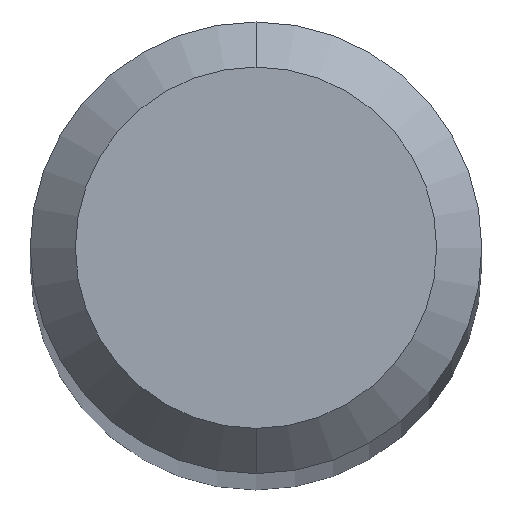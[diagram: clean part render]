
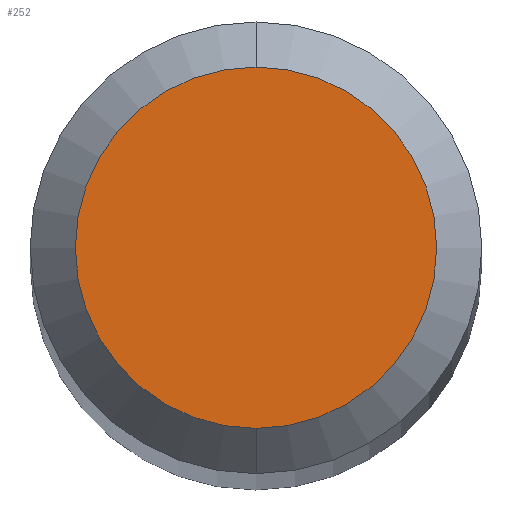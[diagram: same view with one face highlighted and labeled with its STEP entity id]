
A CAD part, top view. The second image highlights one B-rep face of the part: STEP entity #252.
In plain terms, the highlighted planar face has unit normal (0, 0, 1).
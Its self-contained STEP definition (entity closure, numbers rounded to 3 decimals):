
#9 = DIRECTION ( 'NONE',  ( 0., 1., 0. ) ) ;
#17 = EDGE_CURVE ( 'NONE', #231, #123, #82, .T. ) ;
#24 = ORIENTED_EDGE ( 'NONE', *, *, #71, .F. ) ;
#40 = DIRECTION ( 'NONE',  ( 0., 0., -1. ) ) ;
#68 = FACE_OUTER_BOUND ( 'NONE', #140, .T. ) ;
#71 = EDGE_CURVE ( 'NONE', #123, #231, #94, .T. ) ;
#82 = CIRCLE ( 'NONE', #209, 0.6 ) ;
#91 = AXIS2_PLACEMENT_3D ( 'NONE', #281, #40, #262 ) ;
#94 = CIRCLE ( 'NONE', #91, 0.6 ) ;
#123 = VERTEX_POINT ( 'NONE', #174 ) ;
#132 = DIRECTION ( 'NONE',  ( 0., 0., -1. ) ) ;
#140 = EDGE_LOOP ( 'NONE', ( #208, #24 ) ) ;
#155 = CARTESIAN_POINT ( 'NONE',  ( 0., 0., 32. ) ) ;
#174 = CARTESIAN_POINT ( 'NONE',  ( 0., -0.6, 32. ) ) ;
#185 = AXIS2_PLACEMENT_3D ( 'NONE', #155, #132, #196 ) ;
#187 = CARTESIAN_POINT ( 'NONE',  ( 0., 0., 32. ) ) ;
#196 = DIRECTION ( 'NONE',  ( 0., 1., 0. ) ) ;
#204 = DIRECTION ( 'NONE',  ( 0., 0., -1. ) ) ;
#208 = ORIENTED_EDGE ( 'NONE', *, *, #17, .F. ) ;
#209 = AXIS2_PLACEMENT_3D ( 'NONE', #187, #204, #9 ) ;
#218 = CARTESIAN_POINT ( 'NONE',  ( 0., 0.6, 32. ) ) ;
#231 = VERTEX_POINT ( 'NONE', #218 ) ;
#252 = ADVANCED_FACE ( 'NONE', ( #68 ), #265, .F. ) ;
#262 = DIRECTION ( 'NONE',  ( 0., 1., 0. ) ) ;
#265 = PLANE ( 'NONE',  #185 ) ;
#281 = CARTESIAN_POINT ( 'NONE',  ( 0., 0., 32. ) ) ;
